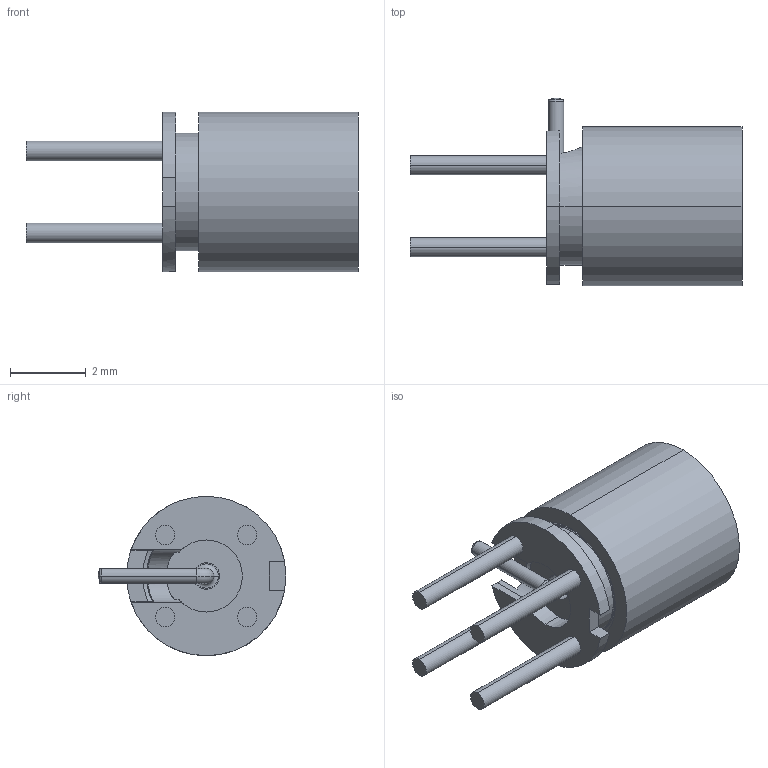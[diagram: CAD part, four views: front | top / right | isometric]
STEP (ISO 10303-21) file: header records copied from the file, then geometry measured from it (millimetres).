
FILE_DESCRIPTION (( 'STEP AP214' ), '1' );
FILE_NAME ('ÊÀÏÄ.434523.015 Âèëêà äëÿ ïîâåðõíîñòíîãî ìîíòàæà â îòâåðñòèÿ ïëàòû ïðÿìàÿ (-01).STEP', '2023-05-10T03:23:31', ( '' ), ( '' ), 'SwSTEP 2.0', 'SolidWorks 2018', '' );
FILE_SCHEMA (( 'AUTOMOTIVE_DESIGN' ));
Length unit declared in the file: millimetre
Products named in the file (2): Äåòàëü4^ÊÀÏÄ.434523.015 Âèëêà äëÿ ïîâåðõíîñòíîãî ìîíòàæà â îòâåðñòèÿ ïëàòû ïðÿìàÿ; ÊÀÏÄ.434523.015 Âèëêà äëÿ ïîâåðõíîñòíîãî ìîíòàæà â îòâåðñòèÿ ïëàòû ïðÿìàÿ (-01)
Assembly tree (1 placements, depth 2):
  ÊÀÏÄ.434523.015 Âèëêà äëÿ ïîâåðõíîñòíîãî ìîíòàæà â îòâåðñòèÿ ïëàòû ïðÿìàÿ (-01)
    Äåòàëü4^ÊÀÏÄ.434523.015 Âèëêà äëÿ ïîâåðõíîñòíîãî ìîíòàæà â îòâåðñòèÿ ïëàòû ïðÿìàÿ
Bounding box: 8.75 x 4.95 x 4.2 mm (x, y, z)
Volume: 45.1 mm3; surface area: 175.7 mm2
Topology: 1 solids, 3 shells, 89 faces, 199 edges, 122 vertices
Faces by surface type: cylinder 44, plane 21, cone 14, torus 8, sphere 2
Entity records: 2539 total; most frequent: DIRECTION 485, CARTESIAN_POINT 436, ORIENTED_EDGE 386, AXIS2_PLACEMENT_3D 205, EDGE_CURVE 193, VERTEX_POINT 120, CIRCLE 112, EDGE_LOOP 103
